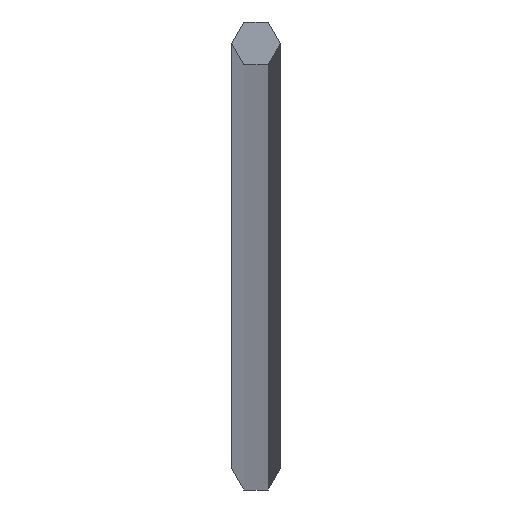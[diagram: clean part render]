
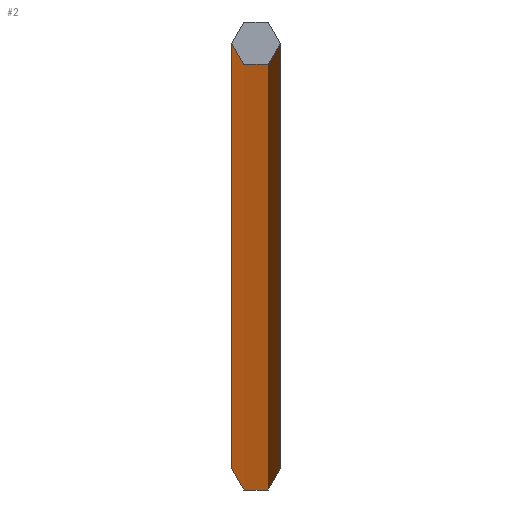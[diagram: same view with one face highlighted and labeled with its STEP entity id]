
A CAD part, top view. The second image highlights one B-rep face of the part: STEP entity #2.
In plain terms, the highlighted cylindrical face has radius 5 mm (diameter 10 mm), a partial arc.
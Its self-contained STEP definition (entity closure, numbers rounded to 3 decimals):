
#2 = ADVANCED_FACE ( 'NONE', ( #190 ), #113, .T. ) ;
#6 = EDGE_CURVE ( 'NONE', #53, #36, #110, .T. ) ;
#13 = VERTEX_POINT ( 'NONE', #20 ) ;
#14 = DIRECTION ( 'NONE',  ( 0., 0., -1. ) ) ;
#20 = CARTESIAN_POINT ( 'NONE',  ( 5., 0., 50000. ) ) ;
#21 = VECTOR ( 'NONE', #199, 1000. ) ;
#22 = VERTEX_POINT ( 'NONE', #168 ) ;
#23 = AXIS2_PLACEMENT_3D ( 'NONE', #95, #14, #30 ) ;
#30 = DIRECTION ( 'NONE',  ( -1., 0., 0. ) ) ;
#36 = VERTEX_POINT ( 'NONE', #65 ) ;
#45 = CARTESIAN_POINT ( 'NONE',  ( -5., 0., 50000. ) ) ;
#52 = ORIENTED_EDGE ( 'NONE', *, *, #93, .F. ) ;
#53 = VERTEX_POINT ( 'NONE', #165 ) ;
#65 = CARTESIAN_POINT ( 'NONE',  ( -5., 0., 0. ) ) ;
#70 = EDGE_CURVE ( 'NONE', #36, #22, #153, .T. ) ;
#77 = AXIS2_PLACEMENT_3D ( 'NONE', #78, #136, #125 ) ;
#78 = CARTESIAN_POINT ( 'NONE',  ( 0., 0., 0. ) ) ;
#81 = DIRECTION ( 'NONE',  ( 1., 0., 0. ) ) ;
#93 = EDGE_CURVE ( 'NONE', #53, #13, #200, .T. ) ;
#94 = DIRECTION ( 'NONE',  ( 0., 0., 1. ) ) ;
#95 = CARTESIAN_POINT ( 'NONE',  ( 0., 0., 50000. ) ) ;
#102 = EDGE_LOOP ( 'NONE', ( #167, #52, #115, #163 ) ) ;
#105 = EDGE_CURVE ( 'NONE', #13, #22, #107, .T. ) ;
#107 = LINE ( 'NONE', #122, #21 ) ;
#110 = LINE ( 'NONE', #45, #193 ) ;
#112 = DIRECTION ( 'NONE',  ( 0., 0., -1. ) ) ;
#113 = CYLINDRICAL_SURFACE ( 'NONE', #23, 5. ) ;
#115 = ORIENTED_EDGE ( 'NONE', *, *, #6, .T. ) ;
#122 = CARTESIAN_POINT ( 'NONE',  ( 5., 0., 50000. ) ) ;
#125 = DIRECTION ( 'NONE',  ( 1., 0., 0. ) ) ;
#136 = DIRECTION ( 'NONE',  ( 0., 0., 1. ) ) ;
#153 = CIRCLE ( 'NONE', #77, 5. ) ;
#154 = CARTESIAN_POINT ( 'NONE',  ( 0., 0., 50000. ) ) ;
#163 = ORIENTED_EDGE ( 'NONE', *, *, #70, .T. ) ;
#165 = CARTESIAN_POINT ( 'NONE',  ( -5., 0., 50000. ) ) ;
#167 = ORIENTED_EDGE ( 'NONE', *, *, #105, .F. ) ;
#168 = CARTESIAN_POINT ( 'NONE',  ( 5., 0., 0. ) ) ;
#190 = FACE_OUTER_BOUND ( 'NONE', #102, .T. ) ;
#193 = VECTOR ( 'NONE', #112, 1000. ) ;
#196 = AXIS2_PLACEMENT_3D ( 'NONE', #154, #94, #81 ) ;
#199 = DIRECTION ( 'NONE',  ( 0., 0., -1. ) ) ;
#200 = CIRCLE ( 'NONE', #196, 5. ) ;
